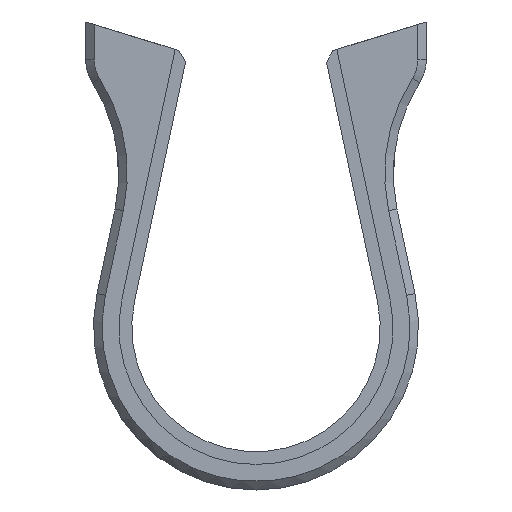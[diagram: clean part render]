
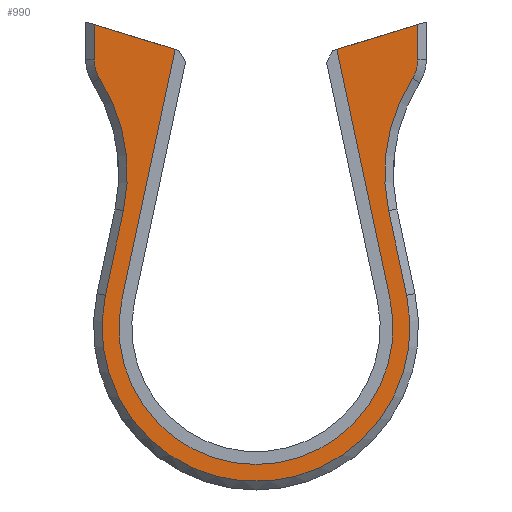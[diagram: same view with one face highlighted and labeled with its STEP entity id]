
A CAD part, front view. The second image highlights one B-rep face of the part: STEP entity #990.
In plain terms, the highlighted planar face has unit normal (0, -1, 0).
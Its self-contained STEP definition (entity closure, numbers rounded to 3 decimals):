
#3 = CIRCLE ( 'NONE', #873, 16.1 ) ;
#20 = ORIENTED_EDGE ( 'NONE', *, *, #1199, .T. ) ;
#56 = AXIS2_PLACEMENT_3D ( 'NONE', #255, #1512, #1246 ) ;
#69 = LINE ( 'NONE', #1552, #219 ) ;
#74 = LINE ( 'NONE', #202, #392 ) ;
#77 = ORIENTED_EDGE ( 'NONE', *, *, #1579, .T. ) ;
#85 = ORIENTED_EDGE ( 'NONE', *, *, #1342, .T. ) ;
#102 = VERTEX_POINT ( 'NONE', #1557 ) ;
#106 = EDGE_CURVE ( 'NONE', #751, #102, #551, .T. ) ;
#111 = EDGE_LOOP ( 'NONE', ( #823, #694, #1394, #85, #77, #475, #692, #1304, #20, #1470, #933, #835, #1190, #491, #955 ) ) ;
#118 = EDGE_CURVE ( 'NONE', #809, #1200, #74, .T. ) ;
#121 = VERTEX_POINT ( 'NONE', #565 ) ;
#126 = CARTESIAN_POINT ( 'NONE',  ( -15.584, 0., -18.962 ) ) ;
#137 = EDGE_CURVE ( 'NONE', #102, #121, #1154, .T. ) ;
#147 = LINE ( 'NONE', #268, #494 ) ;
#177 = VERTEX_POINT ( 'NONE', #397 ) ;
#182 = DIRECTION ( 'NONE',  ( 0., 1., 0. ) ) ;
#195 = CARTESIAN_POINT ( 'NONE',  ( -36.037, 0., -14.606 ) ) ;
#197 = CARTESIAN_POINT ( 'NONE',  ( 15.747, 0., -29.325 ) ) ;
#199 = EDGE_CURVE ( 'NONE', #177, #722, #3, .T. ) ;
#200 = EDGE_CURVE ( 'NONE', #214, #1200, #147, .T. ) ;
#202 = CARTESIAN_POINT ( 'NONE',  ( 19.018, 0., -14.606 ) ) ;
#206 = CARTESIAN_POINT ( 'NONE',  ( -9.5, 0., 0. ) ) ;
#214 = VERTEX_POINT ( 'NONE', #615 ) ;
#217 = AXIS2_PLACEMENT_3D ( 'NONE', #195, #447, #1173 ) ;
#219 = VECTOR ( 'NONE', #1443, 1000. ) ;
#229 = LINE ( 'NONE', #126, #1240 ) ;
#245 = AXIS2_PLACEMENT_3D ( 'NONE', #1226, #493, #612 ) ;
#255 = CARTESIAN_POINT ( 'NONE',  ( -15.018, 0., -1.234 ) ) ;
#268 = CARTESIAN_POINT ( 'NONE',  ( 9.5, 0., 0. ) ) ;
#281 = VECTOR ( 'NONE', #461, 1000. ) ;
#293 = AXIS2_PLACEMENT_3D ( 'NONE', #566, #907, #1407 ) ;
#330 = LINE ( 'NONE', #206, #281 ) ;
#331 = CARTESIAN_POINT ( 'NONE',  ( 15.584, 0., -18.962 ) ) ;
#355 = CARTESIAN_POINT ( 'NONE',  ( 0., 0., -48.779 ) ) ;
#371 = CARTESIAN_POINT ( 'NONE',  ( -17.703, 0., -28.908 ) ) ;
#374 = EDGE_CURVE ( 'NONE', #751, #1076, #330, .T. ) ;
#383 = DIRECTION ( 'NONE',  ( 0., 0., -1. ) ) ;
#392 = VECTOR ( 'NONE', #929, 1000. ) ;
#397 = CARTESIAN_POINT ( 'NONE',  ( -15.747, 0., -29.325 ) ) ;
#402 = DIRECTION ( 'NONE',  ( 0., -1., 0. ) ) ;
#408 = DIRECTION ( 'NONE',  ( 0., 0., 1. ) ) ;
#410 = CARTESIAN_POINT ( 'NONE',  ( 36.037, 0., -14.606 ) ) ;
#413 = VERTEX_POINT ( 'NONE', #1039 ) ;
#431 = LINE ( 'NONE', #1044, #1241 ) ;
#447 = DIRECTION ( 'NONE',  ( 0., 1., 0. ) ) ;
#461 = DIRECTION ( 'NONE',  ( 0.956, 0., -0.293 ) ) ;
#475 = ORIENTED_EDGE ( 'NONE', *, *, #1188, .T. ) ;
#491 = ORIENTED_EDGE ( 'NONE', *, *, #199, .F. ) ;
#493 = DIRECTION ( 'NONE',  ( 0., -1., 0. ) ) ;
#494 = VECTOR ( 'NONE', #1123, 1000. ) ;
#524 = AXIS2_PLACEMENT_3D ( 'NONE', #875, #402, #408 ) ;
#551 = LINE ( 'NONE', #1171, #1268 ) ;
#554 = CARTESIAN_POINT ( 'NONE',  ( -15.584, 0., -18.962 ) ) ;
#565 = CARTESIAN_POINT ( 'NONE',  ( -18.393, 0., -3.381 ) ) ;
#566 = CARTESIAN_POINT ( 'NONE',  ( -36.037, 0., -14.606 ) ) ;
#575 = CIRCLE ( 'NONE', #293, 20.912 ) ;
#577 = DIRECTION ( 'NONE',  ( -0.208, 0., -0.978 ) ) ;
#612 = DIRECTION ( 'NONE',  ( 0., 0., -1. ) ) ;
#615 = CARTESIAN_POINT ( 'NONE',  ( 9.5, 0., 0. ) ) ;
#687 = PLANE ( 'NONE',  #217 ) ;
#692 = ORIENTED_EDGE ( 'NONE', *, *, #1097, .T. ) ;
#694 = ORIENTED_EDGE ( 'NONE', *, *, #106, .T. ) ;
#714 = DIRECTION ( 'NONE',  ( -0.208, 0., -0.978 ) ) ;
#722 = VERTEX_POINT ( 'NONE', #355 ) ;
#733 = VERTEX_POINT ( 'NONE', #1204 ) ;
#749 = DIRECTION ( 'NONE',  ( 0., -1., 0. ) ) ;
#751 = VERTEX_POINT ( 'NONE', #1118 ) ;
#772 = CIRCLE ( 'NONE', #245, 16.1 ) ;
#809 = VERTEX_POINT ( 'NONE', #1547 ) ;
#812 = EDGE_CURVE ( 'NONE', #932, #1514, #1187, .T. ) ;
#823 = ORIENTED_EDGE ( 'NONE', *, *, #374, .F. ) ;
#829 = CIRCLE ( 'NONE', #1221, 18.1 ) ;
#835 = ORIENTED_EDGE ( 'NONE', *, *, #906, .F. ) ;
#873 = AXIS2_PLACEMENT_3D ( 'NONE', #1109, #749, #383 ) ;
#875 = CARTESIAN_POINT ( 'NONE',  ( 15.018, 0., -1.234 ) ) ;
#884 = CARTESIAN_POINT ( 'NONE',  ( 19.018, 0., 2.915 ) ) ;
#901 = CIRCLE ( 'NONE', #524, 4. ) ;
#906 = EDGE_CURVE ( 'NONE', #413, #214, #1520, .T. ) ;
#907 = DIRECTION ( 'NONE',  ( 0., 1., 0. ) ) ;
#911 = DIRECTION ( 'NONE',  ( 0., 0., -1. ) ) ;
#929 = DIRECTION ( 'NONE',  ( 0., 0., 1. ) ) ;
#932 = VERTEX_POINT ( 'NONE', #331 ) ;
#933 = ORIENTED_EDGE ( 'NONE', *, *, #200, .F. ) ;
#955 = ORIENTED_EDGE ( 'NONE', *, *, #1038, .F. ) ;
#990 = ADVANCED_FACE ( 'NONE', ( #1290 ), #687, .F. ) ;
#996 = VERTEX_POINT ( 'NONE', #554 ) ;
#997 = DIRECTION ( 'NONE',  ( 0., -1., 0. ) ) ;
#1038 = EDGE_CURVE ( 'NONE', #1076, #177, #431, .T. ) ;
#1039 = CARTESIAN_POINT ( 'NONE',  ( 15.747, 0., -29.325 ) ) ;
#1044 = CARTESIAN_POINT ( 'NONE',  ( -9.5, 0., 0. ) ) ;
#1046 = DIRECTION ( 'NONE',  ( -0.208, 0., 0.978 ) ) ;
#1076 = VERTEX_POINT ( 'NONE', #1434 ) ;
#1089 = AXIS2_PLACEMENT_3D ( 'NONE', #410, #182, #1527 ) ;
#1097 = EDGE_CURVE ( 'NONE', #733, #932, #69, .T. ) ;
#1109 = CARTESIAN_POINT ( 'NONE',  ( 0., 0., -32.679 ) ) ;
#1118 = CARTESIAN_POINT ( 'NONE',  ( -19.018, 0., 2.915 ) ) ;
#1123 = DIRECTION ( 'NONE',  ( 0.956, 0., 0.293 ) ) ;
#1144 = CARTESIAN_POINT ( 'NONE',  ( 0., 0., -32.679 ) ) ;
#1154 = CIRCLE ( 'NONE', #56, 4. ) ;
#1171 = CARTESIAN_POINT ( 'NONE',  ( -19.018, 0., -14.606 ) ) ;
#1173 = DIRECTION ( 'NONE',  ( 0., 0., 1. ) ) ;
#1187 = CIRCLE ( 'NONE', #1089, 20.912 ) ;
#1188 = EDGE_CURVE ( 'NONE', #1540, #733, #829, .T. ) ;
#1190 = ORIENTED_EDGE ( 'NONE', *, *, #1395, .F. ) ;
#1199 = EDGE_CURVE ( 'NONE', #1514, #809, #901, .T. ) ;
#1200 = VERTEX_POINT ( 'NONE', #884 ) ;
#1204 = CARTESIAN_POINT ( 'NONE',  ( 17.703, 0., -28.908 ) ) ;
#1221 = AXIS2_PLACEMENT_3D ( 'NONE', #1144, #997, #1525 ) ;
#1226 = CARTESIAN_POINT ( 'NONE',  ( 0., 0., -32.679 ) ) ;
#1240 = VECTOR ( 'NONE', #714, 1000. ) ;
#1241 = VECTOR ( 'NONE', #577, 1000. ) ;
#1246 = DIRECTION ( 'NONE',  ( 0., 0., 1. ) ) ;
#1268 = VECTOR ( 'NONE', #911, 1000. ) ;
#1290 = FACE_OUTER_BOUND ( 'NONE', #111, .T. ) ;
#1304 = ORIENTED_EDGE ( 'NONE', *, *, #812, .T. ) ;
#1342 = EDGE_CURVE ( 'NONE', #121, #996, #575, .T. ) ;
#1394 = ORIENTED_EDGE ( 'NONE', *, *, #137, .T. ) ;
#1395 = EDGE_CURVE ( 'NONE', #722, #413, #772, .T. ) ;
#1399 = VECTOR ( 'NONE', #1046, 1000. ) ;
#1407 = DIRECTION ( 'NONE',  ( 0., 0., 1. ) ) ;
#1434 = CARTESIAN_POINT ( 'NONE',  ( -9.5, 0., 0. ) ) ;
#1443 = DIRECTION ( 'NONE',  ( -0.208, 0., 0.978 ) ) ;
#1470 = ORIENTED_EDGE ( 'NONE', *, *, #118, .T. ) ;
#1512 = DIRECTION ( 'NONE',  ( 0., -1., 0. ) ) ;
#1514 = VERTEX_POINT ( 'NONE', #1592 ) ;
#1520 = LINE ( 'NONE', #197, #1399 ) ;
#1525 = DIRECTION ( 'NONE',  ( 0., 0., 1. ) ) ;
#1527 = DIRECTION ( 'NONE',  ( 0., 0., 1. ) ) ;
#1540 = VERTEX_POINT ( 'NONE', #371 ) ;
#1547 = CARTESIAN_POINT ( 'NONE',  ( 19.018, 0., -1.234 ) ) ;
#1552 = CARTESIAN_POINT ( 'NONE',  ( 12.456, 0., -4.276 ) ) ;
#1557 = CARTESIAN_POINT ( 'NONE',  ( -19.018, 0., -1.234 ) ) ;
#1579 = EDGE_CURVE ( 'NONE', #996, #1540, #229, .T. ) ;
#1592 = CARTESIAN_POINT ( 'NONE',  ( 18.393, 0., -3.381 ) ) ;
